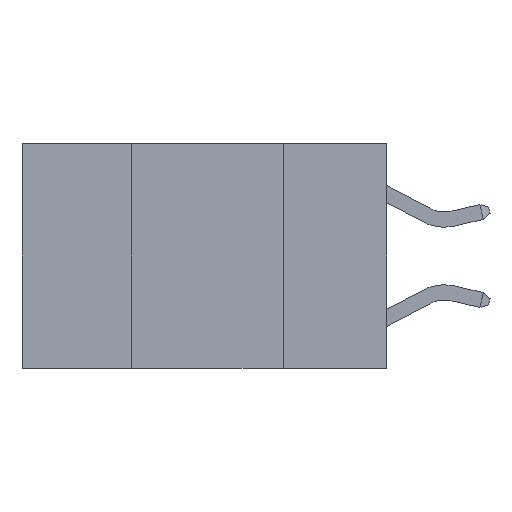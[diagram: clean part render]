
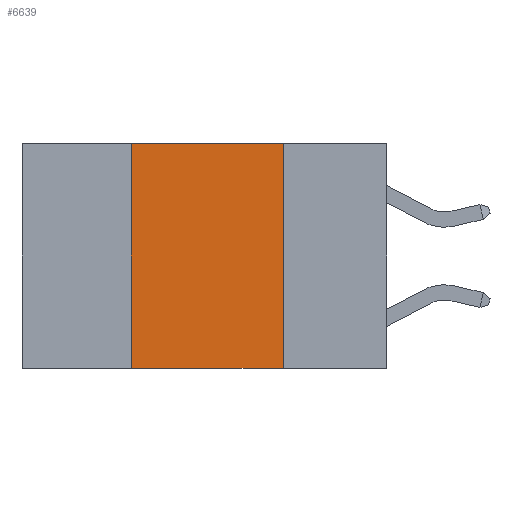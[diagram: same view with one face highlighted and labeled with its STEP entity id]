
A CAD part, left-side view. The second image highlights one B-rep face of the part: STEP entity #6639.
In plain terms, the highlighted planar face has unit normal (-1, 0, 0).
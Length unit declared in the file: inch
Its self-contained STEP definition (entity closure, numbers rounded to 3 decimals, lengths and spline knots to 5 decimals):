
#404 = LINE ( 'NONE', #525, #9607 ) ;
#525 = CARTESIAN_POINT ( 'NONE',  ( 0., 0.6, 0. ) ) ;
#600 = VERTEX_POINT ( 'NONE', #602 ) ;
#602 = CARTESIAN_POINT ( 'NONE',  ( 0., 0.17, -0.37 ) ) ;
#687 = ORIENTED_EDGE ( 'NONE', *, *, #8678, .T. ) ;
#1304 = CARTESIAN_POINT ( 'NONE',  ( 0., 0.42, 0. ) ) ;
#1376 = PLANE ( 'NONE',  #4491 ) ;
#1404 = DIRECTION ( 'NONE',  ( 0., 0., -1. ) ) ;
#1510 = LINE ( 'NONE', #6909, #9639 ) ;
#2024 = ORIENTED_EDGE ( 'NONE', *, *, #9404, .F. ) ;
#2320 = LINE ( 'NONE', #6137, #4938 ) ;
#2416 = DIRECTION ( 'NONE',  ( 1., 0., 0. ) ) ;
#2540 = LINE ( 'NONE', #1304, #3735 ) ;
#3153 = VERTEX_POINT ( 'NONE', #8529 ) ;
#3445 = EDGE_LOOP ( 'NONE', ( #8833, #6143, #2024, #687 ) ) ;
#3735 = VECTOR ( 'NONE', #9981, 39.37008 ) ;
#4131 = EDGE_CURVE ( 'NONE', #3153, #600, #2320, .T. ) ;
#4491 = AXIS2_PLACEMENT_3D ( 'NONE', #6224, #2416, #9990 ) ;
#4938 = VECTOR ( 'NONE', #1404, 39.37008 ) ;
#5736 = VERTEX_POINT ( 'NONE', #10704 ) ;
#6137 = CARTESIAN_POINT ( 'NONE',  ( 0., 0.17, 0. ) ) ;
#6143 = ORIENTED_EDGE ( 'NONE', *, *, #7322, .F. ) ;
#6224 = CARTESIAN_POINT ( 'NONE',  ( 0., 0.6, 0. ) ) ;
#6639 = ADVANCED_FACE ( 'NONE', ( #9048 ), #1376, .F. ) ;
#6909 = CARTESIAN_POINT ( 'NONE',  ( 0., 0.6, -0.37 ) ) ;
#7322 = EDGE_CURVE ( 'NONE', #8706, #3153, #404, .T. ) ;
#8069 = DIRECTION ( 'NONE',  ( 0., -1., 0. ) ) ;
#8529 = CARTESIAN_POINT ( 'NONE',  ( 0., 0.17, 0. ) ) ;
#8678 = EDGE_CURVE ( 'NONE', #5736, #600, #1510, .T. ) ;
#8706 = VERTEX_POINT ( 'NONE', #11122 ) ;
#8833 = ORIENTED_EDGE ( 'NONE', *, *, #4131, .F. ) ;
#9048 = FACE_OUTER_BOUND ( 'NONE', #3445, .T. ) ;
#9404 = EDGE_CURVE ( 'NONE', #5736, #8706, #2540, .T. ) ;
#9607 = VECTOR ( 'NONE', #12120, 39.37008 ) ;
#9639 = VECTOR ( 'NONE', #8069, 39.37008 ) ;
#9981 = DIRECTION ( 'NONE',  ( 0., 0., 1. ) ) ;
#9990 = DIRECTION ( 'NONE',  ( 0., 0., -1. ) ) ;
#10704 = CARTESIAN_POINT ( 'NONE',  ( 0., 0.42, -0.37 ) ) ;
#11122 = CARTESIAN_POINT ( 'NONE',  ( 0., 0.42, 0. ) ) ;
#12120 = DIRECTION ( 'NONE',  ( 0., -1., 0. ) ) ;
